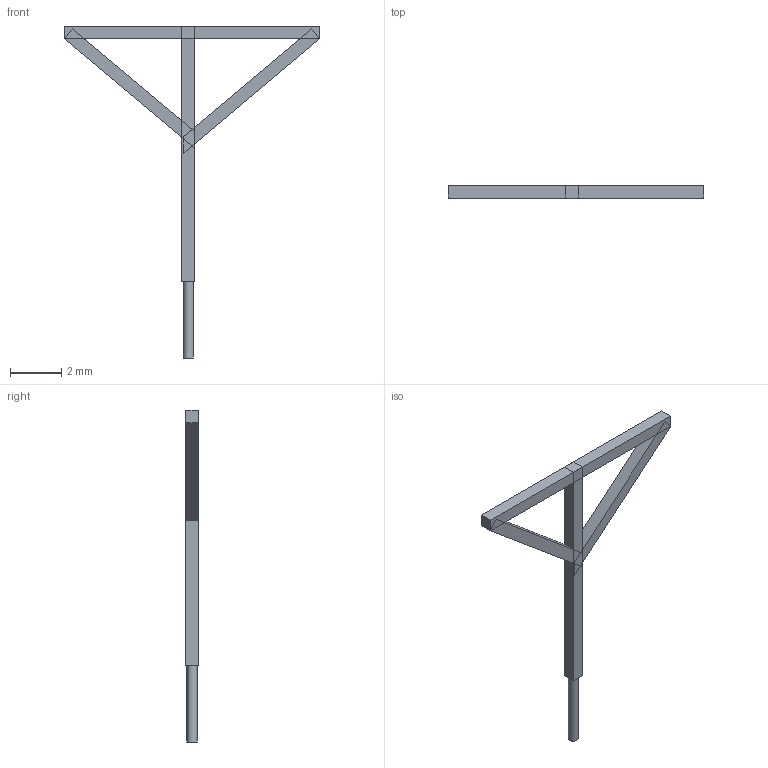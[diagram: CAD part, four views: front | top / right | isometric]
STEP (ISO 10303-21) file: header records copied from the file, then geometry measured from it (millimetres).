
FILE_DESCRIPTION(/* description */ (''),/* implementation_level */ '2;1');
FILE_NAME(/* name */ 'Antenna v1.step',/* time_stamp */ '2021-05-19T12:05:37+03:00',/* author */ (''),/* organization */ (''),/* preprocessor_version */ 'ST-DEVELOPER v18.1',/* originating_system */ 'Autodesk Translation Framework v10.6.0.1341',/* authorisation */ '');
FILE_SCHEMA (('AUTOMOTIVE_DESIGN { 1 0 10303 214 3 1 1 }'));
Length unit declared in the file: millimetre
Products named in the file (1): Antenna
Bounding box: 10 x 0.5 x 13 mm (x, y, z)
Volume: 8.7 mm3; surface area: 72.6 mm2
Topology: 5 solids, 5 shells, 27 faces, 51 edges, 34 vertices
Faces by surface type: plane 26, cylinder 1
Full cylindrical faces by diameter (mm): 0.4 x1
Entity records: 711 total; most frequent: CARTESIAN_POINT 113, DIRECTION 109, ORIENTED_EDGE 102, EDGE_CURVE 51, LINE 49, VECTOR 49, VERTEX_POINT 34, AXIS2_PLACEMENT_3D 30
